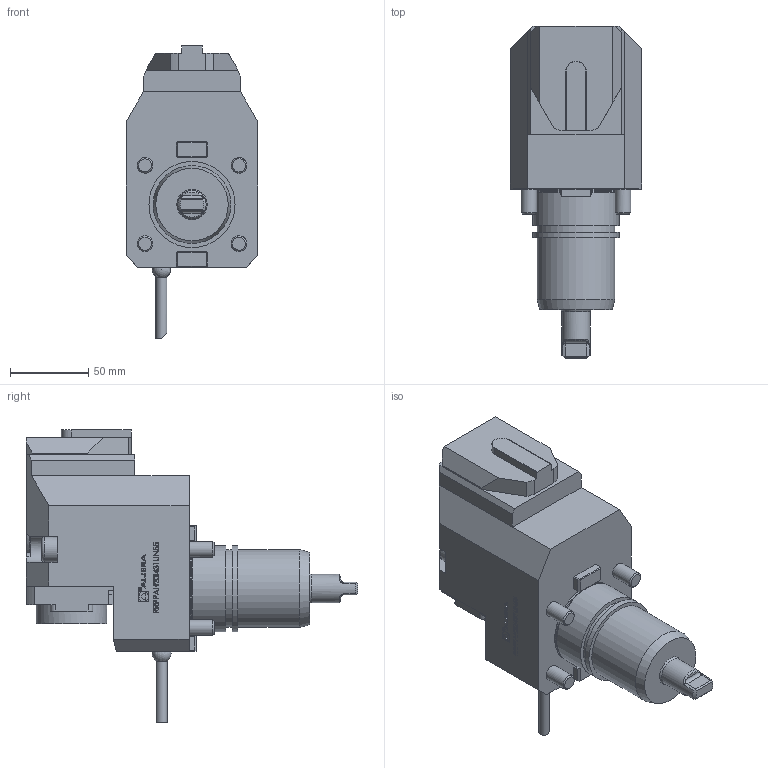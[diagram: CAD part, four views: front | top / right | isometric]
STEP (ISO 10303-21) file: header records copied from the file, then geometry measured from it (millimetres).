
FILE_DESCRIPTION (( 'STEP AP214' ), '1' );
FILE_NAME ('RRPPAH20I431UN55.STEP', '2026-01-28T10:50:01', ( '' ), ( '' ), 'SwSTEP 2.0', 'SolidWorks 2023', '' );
FILE_SCHEMA (( 'AUTOMOTIVE_DESIGN' ));
Length unit declared in the file: millimetre
Products named in the file (1): RRPPAH20I431UN55
Bounding box: 84 x 211.8 x 187 mm (x, y, z)
Volume: 1070092.9 mm3; surface area: 84882.8 mm2
Topology: 1 solids, 1 shells, 599 faces, 1563 edges, 1022 vertices
Faces by surface type: plane 399, cylinder 85, bspline 83, cone 25, torus 6, sphere 1
Full cylindrical faces by diameter (mm): 1.7 x1, 2.1 x1, 4 x1, 6.366 x1, 7 x1, 10 x4, 16 x4, 16.5 x2, 18 x1, 45 x1, 49.7 x2, 54.6 x1, 55 x2
Entity records: 26743 total; most frequent: CARTESIAN_POINT 9296, ORIENTED_EDGE 2996, DIRECTION 2513, EDGE_CURVE 1498, LINE 1059, VECTOR 1059, VERTEX_POINT 1000, AXIS2_PLACEMENT_3D 727
